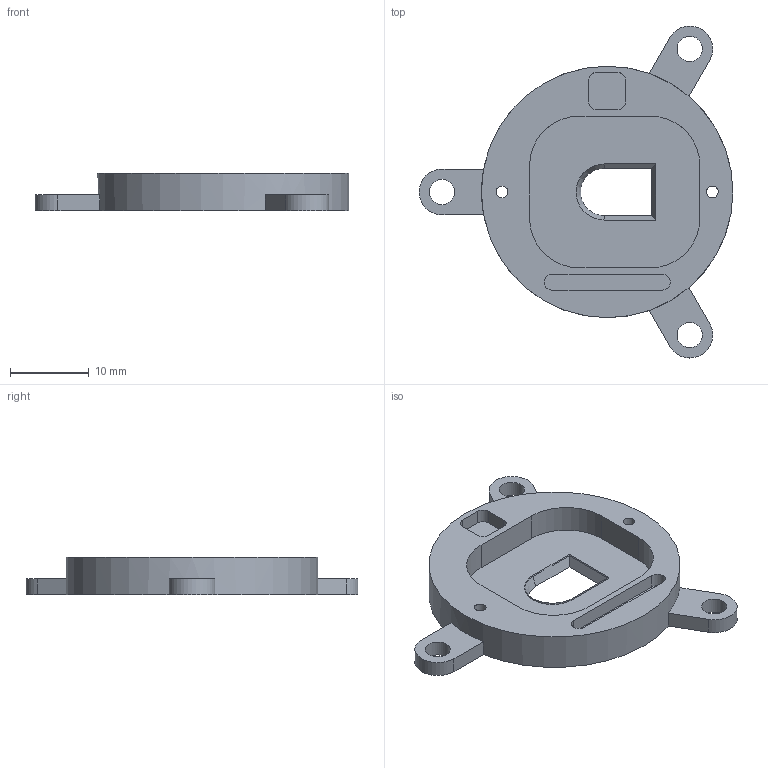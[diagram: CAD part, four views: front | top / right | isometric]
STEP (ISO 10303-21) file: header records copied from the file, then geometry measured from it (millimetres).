
FILE_DESCRIPTION(/* description */ ('STEP AP242','CAx-IF Rec.Pracs.---Representation and Presentation of Product Manufacturing Information (PMI)---4.0---2014-10-13','CAx-IF Rec.Pracs.---3D Tessellated Geometry---0.4---2014-09-14','2;1'),/* implementation_level */ '2;1');
FILE_NAME(/* name */ '68991068ad41a67aa2683da4',/* time_stamp */ '2025-08-10T21:34:33Z',/* author */ (''),/* organization */ (''),/* preprocessor_version */ 'ST-DEVELOPER v20',/* originating_system */ 'ONSHAPE BY PTC INC, 1.202',/* authorisation */ ' ');
FILE_SCHEMA (('AP242_MANAGED_MODEL_BASED_3D_ENGINEERING_MIM_LF { 1 0 10303 442 1 1 4 }'));
Length unit declared in the file: metre
Products named in the file (1): Module Mount
Bounding box: 39.75 x 42.04 x 4.7 mm (x, y, z)
Volume: 2443 mm3; surface area: 2726.4 mm2
Topology: 1 solids, 1 shells, 51 faces, 134 edges, 88 vertices
Faces by surface type: plane 30, cylinder 20, cone 1
Full cylindrical faces by diameter (mm): 1.5 x2, 3.2 x3, 31.85 x1
Entity records: 1589 total; most frequent: DIRECTION 277, CARTESIAN_POINT 266, ORIENTED_EDGE 254, EDGE_CURVE 127, AXIS2_PLACEMENT_3D 98, VERTEX_POINT 87, LINE 81, VECTOR 81
